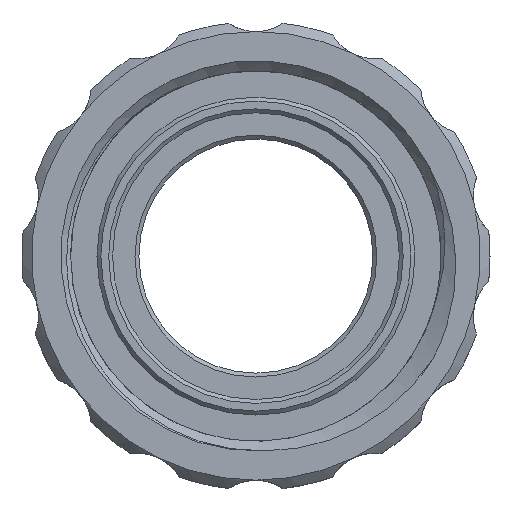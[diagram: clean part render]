
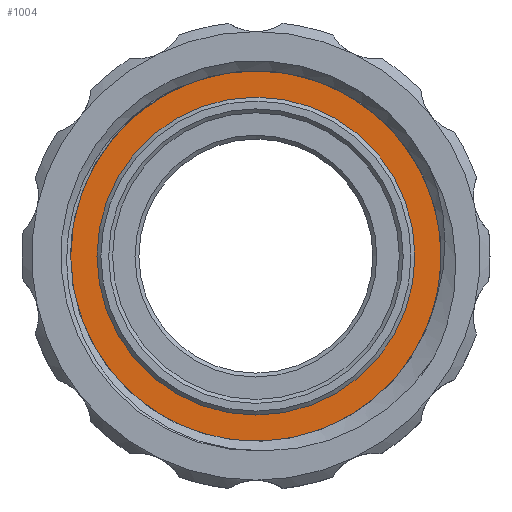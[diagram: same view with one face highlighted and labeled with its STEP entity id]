
A CAD part, top view. The second image highlights one B-rep face of the part: STEP entity #1004.
In plain terms, the highlighted planar face has unit normal (0, 0, 1).
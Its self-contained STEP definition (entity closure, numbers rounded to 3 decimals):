
#39=FACE_BOUND('',#172,.T.);
#45=PLANE('',#1133);
#107=FACE_OUTER_BOUND('',#171,.T.);
#171=EDGE_LOOP('',(#911));
#172=EDGE_LOOP('',(#912));
#173=CIRCLE('',#1020,19.);
#222=CIRCLE('',#1116,16.3);
#369=VERTEX_POINT('',#1447);
#453=VERTEX_POINT('',#2825);
#465=EDGE_CURVE('',#369,#369,#173,.T.);
#600=EDGE_CURVE('',#453,#453,#222,.T.);
#911=ORIENTED_EDGE('',*,*,#465,.T.);
#912=ORIENTED_EDGE('',*,*,#600,.F.);
#1004=ADVANCED_FACE('',(#107,#39),#45,.T.);
#1020=AXIS2_PLACEMENT_3D('',#1449,#1141,#1142);
#1116=AXIS2_PLACEMENT_3D('',#2827,#1367,#1368);
#1133=AXIS2_PLACEMENT_3D('',#2853,#1404,#1405);
#1141=DIRECTION('center_axis',(0.,0.,1.));
#1142=DIRECTION('ref_axis',(1.,0.,0.));
#1367=DIRECTION('center_axis',(0.,0.,1.));
#1368=DIRECTION('ref_axis',(1.,0.,0.));
#1404=DIRECTION('center_axis',(0.,0.,1.));
#1405=DIRECTION('ref_axis',(1.,0.,0.));
#1447=CARTESIAN_POINT('',(-19.,0.,2.));
#1449=CARTESIAN_POINT('Origin',(0.,0.,2.));
#2825=CARTESIAN_POINT('',(16.3,0.,2.));
#2827=CARTESIAN_POINT('Origin',(0.,0.,2.));
#2853=CARTESIAN_POINT('Origin',(16.3,0.,2.));
